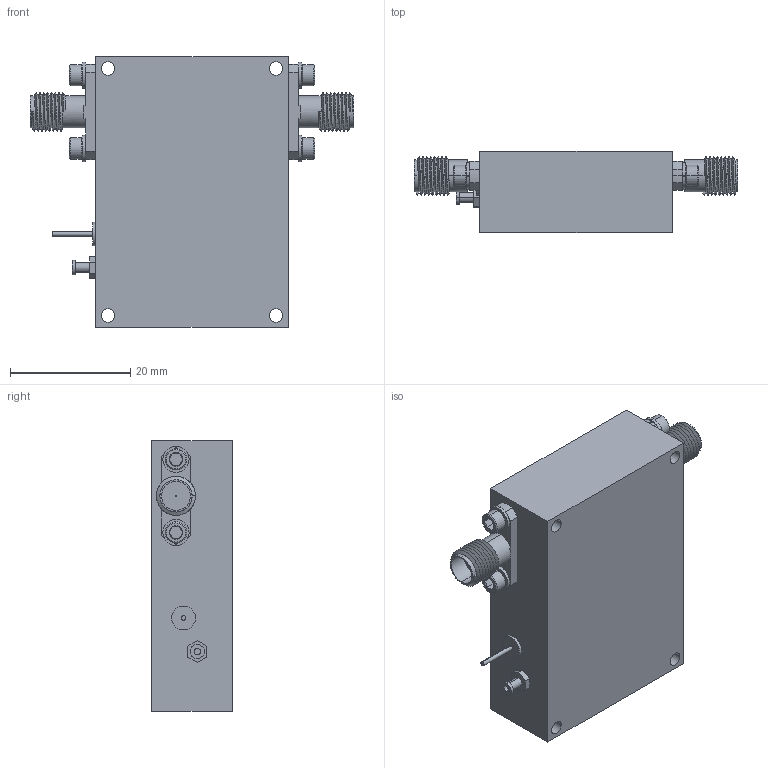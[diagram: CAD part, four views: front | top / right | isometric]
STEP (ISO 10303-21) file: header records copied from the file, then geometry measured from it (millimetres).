
FILE_DESCRIPTION (( 'STEP AP214' ), '1' );
FILE_NAME ('BB-DC-1 Defeatured.STEP', '2023-02-15T01:27:42', ( '' ), ( '' ), 'SwSTEP 2.0', 'SolidWorks 2021', '' );
FILE_SCHEMA (( 'AUTOMOTIVE_DESIGN' ));
Length unit declared in the file: inch
Products named in the file (1): BB-DC-1 Defeatured
Bounding box: 53.85 x 13.46 x 44.96 mm (x, y, z)
Volume: 19826.4 mm3; surface area: 6810.8 mm2
Topology: 13 solids, 13 shells, 235 faces, 514 edges, 320 vertices
Faces by surface type: plane 107, cylinder 76, cone 44, bspline 8
Entity records: 11119 total; most frequent: CARTESIAN_POINT 2666, DIRECTION 1118, ORIENTED_EDGE 1028, EDGE_CURVE 514, AXIS2_PLACEMENT_3D 424, VERTEX_POINT 320, EDGE_LOOP 272, LINE 270
